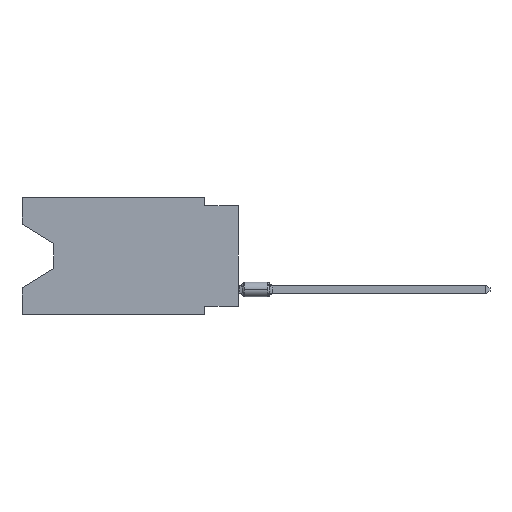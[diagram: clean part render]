
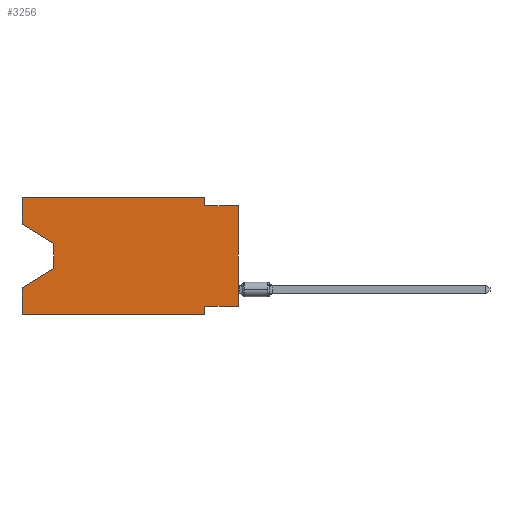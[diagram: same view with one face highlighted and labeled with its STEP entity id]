
A CAD part, left-side view. The second image highlights one B-rep face of the part: STEP entity #3256.
In plain terms, the highlighted planar face has unit normal (-1, 0, 0).
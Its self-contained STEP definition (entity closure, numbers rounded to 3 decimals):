
#133 = ORIENTED_EDGE ( 'NONE', *, *, #6911, .F. ) ;
#217 = DIRECTION ( 'NONE',  ( 0., 0., 1. ) ) ;
#420 = LINE ( 'NONE', #11531, #6935 ) ;
#457 = PLANE ( 'NONE',  #8847 ) ;
#475 = VERTEX_POINT ( 'NONE', #7415 ) ;
#579 = EDGE_CURVE ( 'NONE', #475, #5531, #10010, .T. ) ;
#589 = LINE ( 'NONE', #8980, #3885 ) ;
#625 = EDGE_CURVE ( 'NONE', #4944, #5385, #589, .T. ) ;
#705 = EDGE_CURVE ( 'NONE', #4154, #3245, #7957, .T. ) ;
#732 = DIRECTION ( 'NONE',  ( 0., 0., -1. ) ) ;
#925 = CARTESIAN_POINT ( 'NONE',  ( 0., 2.54, -8.89 ) ) ;
#1015 = ORIENTED_EDGE ( 'NONE', *, *, #9503, .F. ) ;
#1131 = LINE ( 'NONE', #925, #7576 ) ;
#1169 = ORIENTED_EDGE ( 'NONE', *, *, #2207, .F. ) ;
#1553 = DIRECTION ( 'NONE',  ( 1., 0., 0. ) ) ;
#1716 = EDGE_CURVE ( 'NONE', #3245, #7169, #1830, .T. ) ;
#1830 = LINE ( 'NONE', #13085, #6805 ) ;
#2086 = VECTOR ( 'NONE', #10331, 1000. ) ;
#2207 = EDGE_CURVE ( 'NONE', #4154, #475, #12238, .T. ) ;
#2912 = DIRECTION ( 'NONE',  ( 0., -0.855, -0.519 ) ) ;
#2967 = LINE ( 'NONE', #7114, #9901 ) ;
#3207 = CARTESIAN_POINT ( 'NONE',  ( 0., 2.54, -8.255 ) ) ;
#3245 = VERTEX_POINT ( 'NONE', #8706 ) ;
#3256 = ADVANCED_FACE ( 'NONE', ( #9799 ), #457, .F. ) ;
#3282 = ORIENTED_EDGE ( 'NONE', *, *, #9964, .T. ) ;
#3452 = VECTOR ( 'NONE', #217, 1000. ) ;
#3605 = CARTESIAN_POINT ( 'NONE',  ( 0., 16.383, 0. ) ) ;
#3848 = DIRECTION ( 'NONE',  ( 0., -1., 0. ) ) ;
#3885 = VECTOR ( 'NONE', #4615, 1000. ) ;
#3924 = DIRECTION ( 'NONE',  ( 0., 0., 1. ) ) ;
#4154 = VERTEX_POINT ( 'NONE', #7928 ) ;
#4227 = VERTEX_POINT ( 'NONE', #11330 ) ;
#4615 = DIRECTION ( 'NONE',  ( 0., 1., 0. ) ) ;
#4690 = DIRECTION ( 'NONE',  ( 0., 0., -1. ) ) ;
#4775 = CARTESIAN_POINT ( 'NONE',  ( 0., 2.54, 0. ) ) ;
#4933 = CARTESIAN_POINT ( 'NONE',  ( 0., 16.383, -8.89 ) ) ;
#4937 = VERTEX_POINT ( 'NONE', #4933 ) ;
#4944 = VERTEX_POINT ( 'NONE', #7112 ) ;
#4945 = CARTESIAN_POINT ( 'NONE',  ( 0., 16.383, 0. ) ) ;
#5013 = DIRECTION ( 'NONE',  ( 0., 0., 1. ) ) ;
#5263 = VECTOR ( 'NONE', #5013, 1000. ) ;
#5357 = DIRECTION ( 'NONE',  ( 0., 0., -1. ) ) ;
#5385 = VERTEX_POINT ( 'NONE', #3207 ) ;
#5409 = VECTOR ( 'NONE', #11914, 1000. ) ;
#5531 = VERTEX_POINT ( 'NONE', #4775 ) ;
#5766 = DIRECTION ( 'NONE',  ( 0., 0.855, -0.519 ) ) ;
#5866 = ORIENTED_EDGE ( 'NONE', *, *, #6973, .T. ) ;
#5970 = CARTESIAN_POINT ( 'NONE',  ( 0., 2.54, 0. ) ) ;
#6047 = EDGE_CURVE ( 'NONE', #5385, #4227, #1131, .T. ) ;
#6104 = CARTESIAN_POINT ( 'NONE',  ( 0., 16.383, -2.038 ) ) ;
#6805 = VECTOR ( 'NONE', #732, 1000. ) ;
#6889 = VECTOR ( 'NONE', #3848, 1000. ) ;
#6911 = EDGE_CURVE ( 'NONE', #4937, #10667, #9753, .T. ) ;
#6935 = VECTOR ( 'NONE', #8730, 1000. ) ;
#6973 = EDGE_CURVE ( 'NONE', #4937, #4227, #420, .T. ) ;
#7112 = CARTESIAN_POINT ( 'NONE',  ( 0., 0., -8.255 ) ) ;
#7114 = CARTESIAN_POINT ( 'NONE',  ( 0., 0., 0. ) ) ;
#7169 = VERTEX_POINT ( 'NONE', #10602 ) ;
#7415 = CARTESIAN_POINT ( 'NONE',  ( 0., 16.383, 0. ) ) ;
#7441 = EDGE_CURVE ( 'NONE', #7169, #10667, #8977, .T. ) ;
#7576 = VECTOR ( 'NONE', #5357, 1000. ) ;
#7806 = CARTESIAN_POINT ( 'NONE',  ( 0., 0., -0.635 ) ) ;
#7928 = CARTESIAN_POINT ( 'NONE',  ( 0., 16.383, -2.038 ) ) ;
#7957 = LINE ( 'NONE', #6104, #10197 ) ;
#8521 = ORIENTED_EDGE ( 'NONE', *, *, #579, .F. ) ;
#8706 = CARTESIAN_POINT ( 'NONE',  ( 0., 13.97, -3.505 ) ) ;
#8730 = DIRECTION ( 'NONE',  ( 0., -1., 0. ) ) ;
#8847 = AXIS2_PLACEMENT_3D ( 'NONE', #3605, #1553, #4690 ) ;
#8977 = LINE ( 'NONE', #10194, #13033 ) ;
#8980 = CARTESIAN_POINT ( 'NONE',  ( 0., 0., -8.255 ) ) ;
#9227 = ORIENTED_EDGE ( 'NONE', *, *, #625, .F. ) ;
#9245 = ORIENTED_EDGE ( 'NONE', *, *, #6047, .F. ) ;
#9378 = LINE ( 'NONE', #5970, #2086 ) ;
#9503 = EDGE_CURVE ( 'NONE', #5531, #11768, #9378, .T. ) ;
#9554 = CARTESIAN_POINT ( 'NONE',  ( 0., 16.383, 0. ) ) ;
#9559 = ORIENTED_EDGE ( 'NONE', *, *, #12458, .F. ) ;
#9753 = LINE ( 'NONE', #9554, #3452 ) ;
#9799 = FACE_OUTER_BOUND ( 'NONE', #11403, .T. ) ;
#9862 = CARTESIAN_POINT ( 'NONE',  ( 0., 16.383, 0. ) ) ;
#9899 = ORIENTED_EDGE ( 'NONE', *, *, #1716, .T. ) ;
#9901 = VECTOR ( 'NONE', #3924, 1000. ) ;
#9964 = EDGE_CURVE ( 'NONE', #4944, #11319, #2967, .T. ) ;
#10010 = LINE ( 'NONE', #9862, #5409 ) ;
#10194 = CARTESIAN_POINT ( 'NONE',  ( 0., 13.97, -5.385 ) ) ;
#10197 = VECTOR ( 'NONE', #2912, 1000. ) ;
#10226 = CARTESIAN_POINT ( 'NONE',  ( 0., 2.54, -0.635 ) ) ;
#10331 = DIRECTION ( 'NONE',  ( 0., 0., -1. ) ) ;
#10602 = CARTESIAN_POINT ( 'NONE',  ( 0., 13.97, -5.385 ) ) ;
#10667 = VERTEX_POINT ( 'NONE', #11228 ) ;
#10999 = LINE ( 'NONE', #7806, #6889 ) ;
#11228 = CARTESIAN_POINT ( 'NONE',  ( 0., 16.383, -6.852 ) ) ;
#11284 = ORIENTED_EDGE ( 'NONE', *, *, #7441, .T. ) ;
#11319 = VERTEX_POINT ( 'NONE', #12421 ) ;
#11330 = CARTESIAN_POINT ( 'NONE',  ( 0., 2.54, -8.89 ) ) ;
#11403 = EDGE_LOOP ( 'NONE', ( #13093, #9899, #11284, #133, #5866, #9245, #9227, #3282, #9559, #1015, #8521, #1169 ) ) ;
#11531 = CARTESIAN_POINT ( 'NONE',  ( 0., 16.383, -8.89 ) ) ;
#11768 = VERTEX_POINT ( 'NONE', #10226 ) ;
#11914 = DIRECTION ( 'NONE',  ( 0., -1., 0. ) ) ;
#12238 = LINE ( 'NONE', #4945, #5263 ) ;
#12421 = CARTESIAN_POINT ( 'NONE',  ( 0., 0., -0.635 ) ) ;
#12458 = EDGE_CURVE ( 'NONE', #11768, #11319, #10999, .T. ) ;
#13033 = VECTOR ( 'NONE', #5766, 1000. ) ;
#13085 = CARTESIAN_POINT ( 'NONE',  ( 0., 13.97, -3.505 ) ) ;
#13093 = ORIENTED_EDGE ( 'NONE', *, *, #705, .T. ) ;
